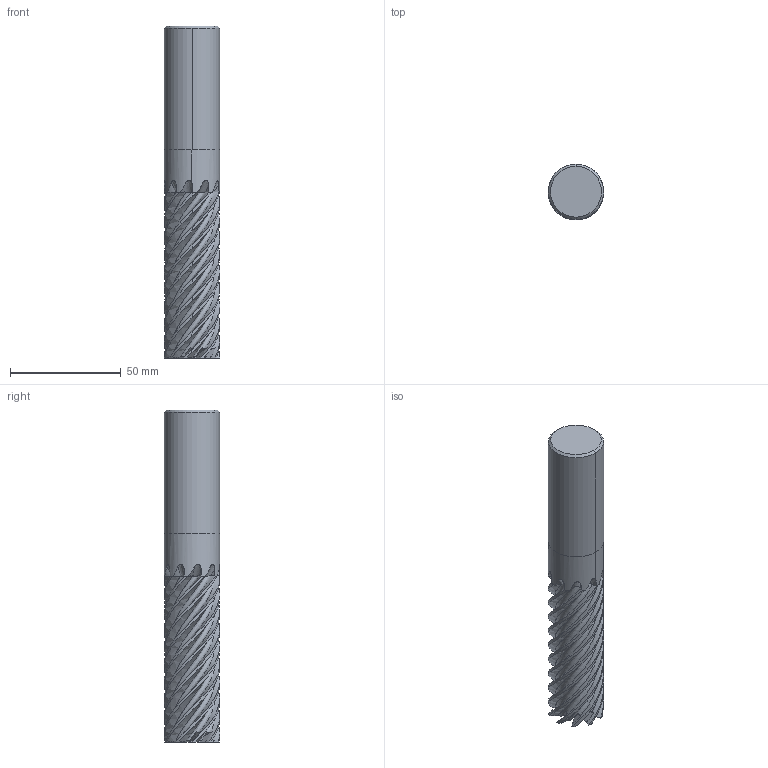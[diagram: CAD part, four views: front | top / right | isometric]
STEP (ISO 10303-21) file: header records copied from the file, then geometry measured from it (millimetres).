
FILE_DESCRIPTION(('no description'),'unknown implementation level');
FILE_NAME('K201533-25X75-Detail.stp',' ',('CIMSOURCE GmbH'),('CADClick - KiM GmbH - www.kimweb.de'),'unknown preprocess','ACIS','unknown authorization');
FILE_SCHEMA(('automotive_design'));
Length unit declared in the file: millimetre
Products named in the file (2): NOCUT; CUT
Bounding box: 25 x 25 x 150 mm (x, y, z)
Volume: 61408.6 mm3; surface area: 23222.9 mm2
Topology: 2 solids, 2 shells, 300 faces, 874 edges, 578 vertices
Faces by surface type: plane 124, bspline 90, revolution 40, cone 34, cylinder 12
Entity records: 75553 total; most frequent: CARTESIAN_POINT 58870, STYLED_ITEM 1754, PRESENTATION_STYLE_ASSIGNMENT 1754, COLOUR_RGB 1754, ORIENTED_EDGE 1748, DIRECTION 1056, EDGE_CURVE 874, CURVE_STYLE 874
